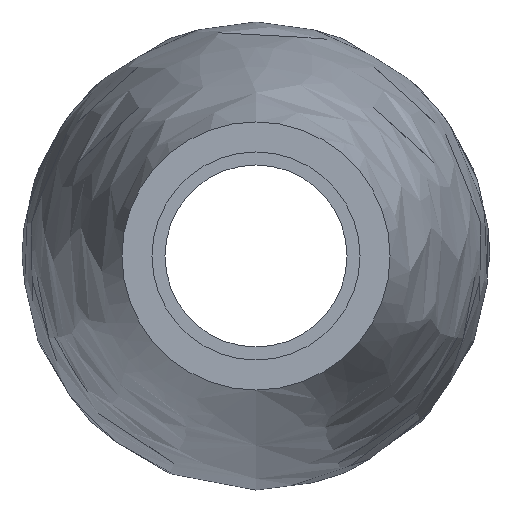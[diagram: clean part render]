
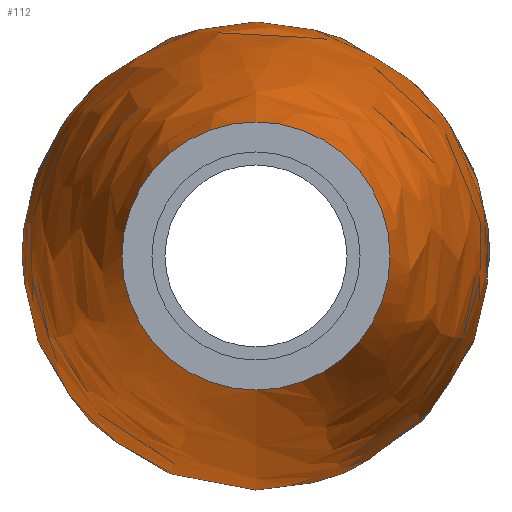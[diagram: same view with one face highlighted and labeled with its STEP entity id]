
A CAD part, front view. The second image highlights one B-rep face of the part: STEP entity #112.
In plain terms, the highlighted free-form (B-spline) face has degree [2, 2] with [3, 9] control points.
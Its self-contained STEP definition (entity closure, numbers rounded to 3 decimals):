
#15=(
BOUNDED_SURFACE()
B_SPLINE_SURFACE(2,2,((#205,#206,#207,#208,#209,#210,#211,#212,#213),(#214,
#215,#216,#217,#218,#219,#220,#221,#222),(#223,#224,#225,#226,#227,#228,
#229,#230,#231)),.UNSPECIFIED.,.F.,.T.,.F.)
B_SPLINE_SURFACE_WITH_KNOTS((3,3),(3,2,2,2,3),(-0.255,0.255),
(-3.142,-1.571,0.,1.571,3.142),
 .UNSPECIFIED.)
GEOMETRIC_REPRESENTATION_ITEM()
RATIONAL_B_SPLINE_SURFACE(((1.,0.707,1.,0.707,1.,
0.707,1.,0.707,1.),(0.968,0.684,
0.968,0.684,0.968,0.684,
0.968,0.684,0.968),(1.,0.707,
1.,0.707,1.,0.707,1.,0.707,1.)))
REPRESENTATION_ITEM('')
SURFACE()
);
#30=FACE_OUTER_BOUND('',#41,.T.);
#41=EDGE_LOOP('',(#97,#98,#99,#100));
#56=CIRCLE('',#140,5.156);
#57=CIRCLE('',#141,5.156);
#58=CIRCLE('',#142,119.);
#65=VERTEX_POINT('',#203);
#66=VERTEX_POINT('',#232);
#76=EDGE_CURVE('',#65,#65,#56,.T.);
#77=EDGE_CURVE('',#66,#66,#57,.T.);
#78=EDGE_CURVE('',#66,#65,#58,.T.);
#97=ORIENTED_EDGE('',*,*,#77,.F.);
#98=ORIENTED_EDGE('',*,*,#78,.T.);
#99=ORIENTED_EDGE('',*,*,#76,.T.);
#100=ORIENTED_EDGE('',*,*,#78,.F.);
#112=ADVANCED_FACE('',(#30),#15,.F.);
#140=AXIS2_PLACEMENT_3D('',#204,#173,#174);
#141=AXIS2_PLACEMENT_3D('',#233,#175,#176);
#142=AXIS2_PLACEMENT_3D('',#234,#177,#178);
#173=DIRECTION('center_axis',(0.,1.,0.));
#174=DIRECTION('ref_axis',(1.,0.,0.));
#175=DIRECTION('center_axis',(0.,1.,0.));
#176=DIRECTION('ref_axis',(1.,0.,0.));
#177=DIRECTION('center_axis',(-1.,0.,0.));
#178=DIRECTION('ref_axis',(0.,0.,-1.));
#203=CARTESIAN_POINT('',(0.,-30.,-5.156));
#204=CARTESIAN_POINT('Origin',(0.,-30.,0.));
#205=CARTESIAN_POINT('Ctrl Pts',(0.,-30.,-5.156));
#206=CARTESIAN_POINT('Ctrl Pts',(-5.156,-30.,-5.156));
#207=CARTESIAN_POINT('Ctrl Pts',(-5.156,-30.,0.));
#208=CARTESIAN_POINT('Ctrl Pts',(-5.156,-30.,5.156));
#209=CARTESIAN_POINT('Ctrl Pts',(0.,-30.,5.156));
#210=CARTESIAN_POINT('Ctrl Pts',(5.156,-30.,5.156));
#211=CARTESIAN_POINT('Ctrl Pts',(5.156,-30.,0.));
#212=CARTESIAN_POINT('Ctrl Pts',(5.156,-30.,-5.156));
#213=CARTESIAN_POINT('Ctrl Pts',(0.,-30.,-5.156));
#214=CARTESIAN_POINT('Ctrl Pts',(0.,0.,-12.972));
#215=CARTESIAN_POINT('Ctrl Pts',(-12.972,0.,
-12.972));
#216=CARTESIAN_POINT('Ctrl Pts',(-12.972,0.,
0.));
#217=CARTESIAN_POINT('Ctrl Pts',(-12.972,0.,
12.972));
#218=CARTESIAN_POINT('Ctrl Pts',(0.,0.,12.972));
#219=CARTESIAN_POINT('Ctrl Pts',(12.972,0.,
12.972));
#220=CARTESIAN_POINT('Ctrl Pts',(12.972,0.,
0.));
#221=CARTESIAN_POINT('Ctrl Pts',(12.972,0.,
-12.972));
#222=CARTESIAN_POINT('Ctrl Pts',(0.,0.,-12.972));
#223=CARTESIAN_POINT('Ctrl Pts',(0.,30.,-5.156));
#224=CARTESIAN_POINT('Ctrl Pts',(-5.156,30.,-5.156));
#225=CARTESIAN_POINT('Ctrl Pts',(-5.156,30.,0.));
#226=CARTESIAN_POINT('Ctrl Pts',(-5.156,30.,5.156));
#227=CARTESIAN_POINT('Ctrl Pts',(0.,30.,5.156));
#228=CARTESIAN_POINT('Ctrl Pts',(5.156,30.,5.156));
#229=CARTESIAN_POINT('Ctrl Pts',(5.156,30.,0.));
#230=CARTESIAN_POINT('Ctrl Pts',(5.156,30.,-5.156));
#231=CARTESIAN_POINT('Ctrl Pts',(0.,30.,-5.156));
#232=CARTESIAN_POINT('',(0.,30.,-5.156));
#233=CARTESIAN_POINT('Origin',(0.,30.,0.));
#234=CARTESIAN_POINT('Origin',(0.,0.,
110.));
